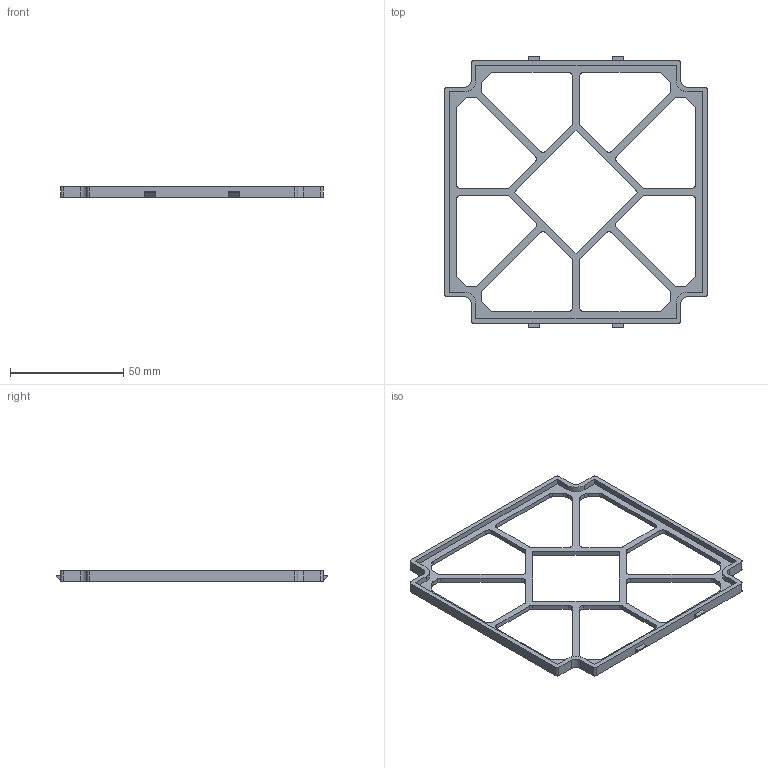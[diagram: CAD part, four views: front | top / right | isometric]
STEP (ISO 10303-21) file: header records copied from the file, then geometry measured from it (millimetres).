
FILE_DESCRIPTION (( 'STEP AP203' ), '1' );
FILE_NAME ('FE-461-2-P.STEP', '2013-04-19T06:37:06', ( '' ), ( '' ), 'SwSTEP 2.0', 'SolidWorks 2012', '' );
FILE_SCHEMA (( 'CONFIG_CONTROL_DESIGN' ));
Length unit declared in the file: millimetre
Products named in the file (1): FE-461-2-P
Bounding box: 115.8 x 119.8 x 4.5 mm (x, y, z)
Volume: 9292.2 mm3; surface area: 12515.7 mm2
Topology: 1 solids, 1 shells, 165 faces, 478 edges, 316 vertices
Faces by surface type: plane 99, cylinder 66
Entity records: 5553 total; most frequent: CARTESIAN_POINT 960, ORIENTED_EDGE 956, DIRECTION 942, EDGE_CURVE 478, VECTOR 346, LINE 346, VERTEX_POINT 316, AXIS2_PLACEMENT_3D 298
